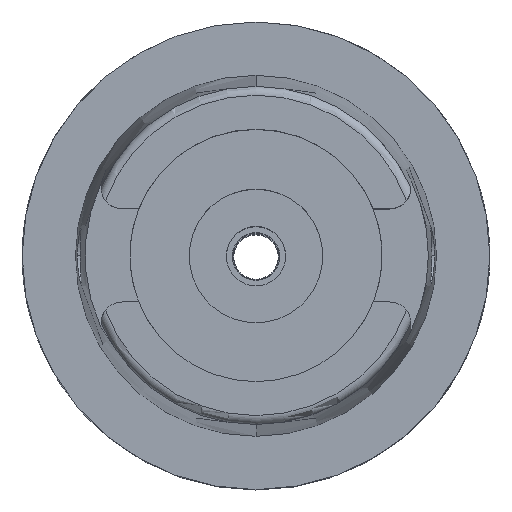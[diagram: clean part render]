
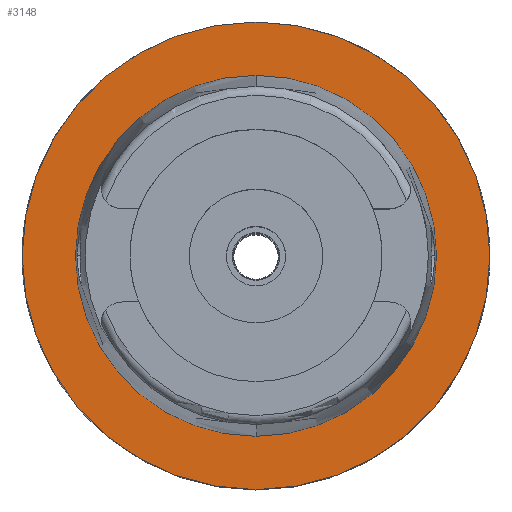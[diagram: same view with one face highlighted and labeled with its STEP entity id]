
A CAD part, top view. The second image highlights one B-rep face of the part: STEP entity #3148.
In plain terms, the highlighted planar face has unit normal (0, 0, 1).
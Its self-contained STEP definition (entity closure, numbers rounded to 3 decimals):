
#660=CARTESIAN_POINT('',(0.,0.,0.));
#661=DIRECTION('',(0.,0.,-1.));
#662=DIRECTION('',(0.,-1.,0.));
#663=AXIS2_PLACEMENT_3D('',#660,#661,#662);
#668=CARTESIAN_POINT('',(0.,0.,0.));
#669=DIRECTION('',(0.,0.,-1.));
#670=DIRECTION('',(0.,1.,0.));
#671=AXIS2_PLACEMENT_3D('',#668,#669,#670);
#676=CARTESIAN_POINT('',(0.,0.,0.));
#677=DIRECTION('',(0.,0.,1.));
#678=DIRECTION('',(0.,-1.,0.));
#679=AXIS2_PLACEMENT_3D('',#676,#677,#678);
#684=CARTESIAN_POINT('',(0.,0.,0.));
#685=DIRECTION('',(0.,0.,1.));
#686=DIRECTION('',(0.,1.,0.));
#687=AXIS2_PLACEMENT_3D('',#684,#685,#686);
#2488=CARTESIAN_POINT('',(0.,-24.315,0.));
#2489=VERTEX_POINT('',#2488);
#2490=CARTESIAN_POINT('',(0.,24.315,0.));
#2491=VERTEX_POINT('',#2490);
#2498=CARTESIAN_POINT('',(0.,-31.5,0.));
#2499=CARTESIAN_POINT('',(0.,31.5,0.));
#2500=VERTEX_POINT('',#2498);
#2501=VERTEX_POINT('',#2499);
#3133=CARTESIAN_POINT('',(0.,0.,0.));
#3134=DIRECTION('',(0.,0.,-1.));
#3135=DIRECTION('',(0.,-1.,0.));
#3136=AXIS2_PLACEMENT_3D('',#3133,#3134,#3135);
#3137=PLANE('',#3136);
#3139=ORIENTED_EDGE('',*,*,#3138,.T.);
#3141=ORIENTED_EDGE('',*,*,#3140,.T.);
#3142=EDGE_LOOP('',(#3139,#3141));
#3143=FACE_OUTER_BOUND('',#3142,.F.);
#3144=ORIENTED_EDGE('',*,*,#3006,.T.);
#3145=ORIENTED_EDGE('',*,*,#3107,.T.);
#3146=EDGE_LOOP('',(#3144,#3145));
#3147=FACE_BOUND('',#3146,.F.);
#664=CIRCLE('',#663,31.5);
#672=CIRCLE('',#671,31.5);
#680=CIRCLE('',#679,24.315);
#688=CIRCLE('',#687,24.315);
#3006=EDGE_CURVE('',#2489,#2491,#680,.T.);
#3107=EDGE_CURVE('',#2491,#2489,#688,.T.);
#3138=EDGE_CURVE('',#2500,#2501,#664,.T.);
#3140=EDGE_CURVE('',#2501,#2500,#672,.T.);
#3148=ADVANCED_FACE('',(#3143,#3147),#3137,.F.);
